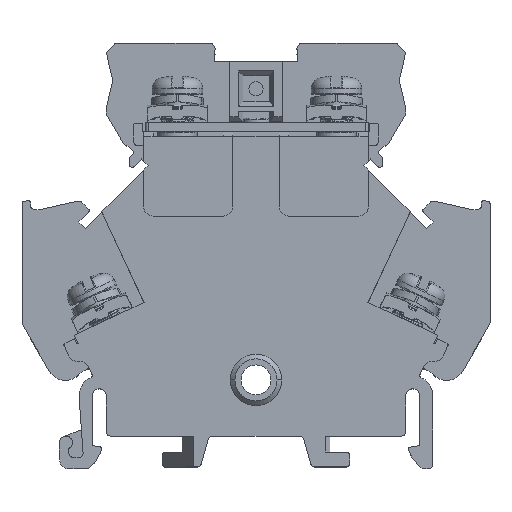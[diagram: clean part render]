
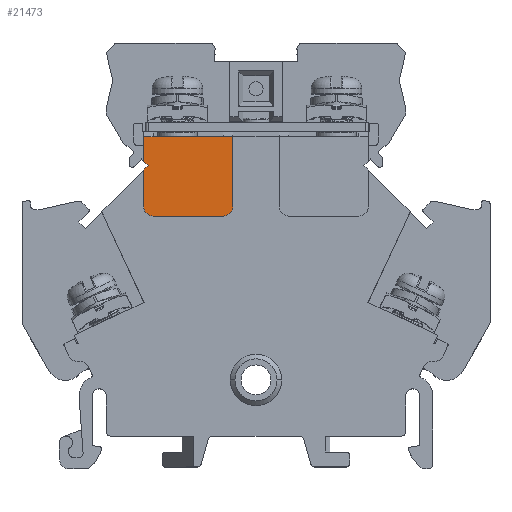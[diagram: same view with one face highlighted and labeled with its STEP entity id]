
A CAD part, top view. The second image highlights one B-rep face of the part: STEP entity #21473.
In plain terms, the highlighted planar face has unit normal (0, 0, 1).
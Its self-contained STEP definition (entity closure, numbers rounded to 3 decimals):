
#6035=DIRECTION('',(-1.,0.,0.));
#6036=VECTOR('',#6035,7.5);
#6037=CARTESIAN_POINT('',(-3.5,32.,11.5));
#6038=LINE('',#6037,#6036);
#6039=DIRECTION('',(1.,0.,0.));
#6040=VECTOR('',#6039,1.);
#6041=CARTESIAN_POINT('',(-3.5,32.,11.5));
#6042=LINE('',#6041,#6040);
#6043=DIRECTION('',(0.,-1.,0.));
#6044=VECTOR('',#6043,7.5);
#6045=CARTESIAN_POINT('',(-2.5,32.,11.5));
#6046=LINE('',#6045,#6044);
#6047=CARTESIAN_POINT('',(-3.5,24.5,11.5));
#6048=DIRECTION('',(0.,0.,-1.));
#6049=DIRECTION('',(1.,0.,0.));
#6050=AXIS2_PLACEMENT_3D('',#6047,#6048,#6049);
#6052=DIRECTION('',(-1.,0.,0.));
#6053=VECTOR('',#6052,7.5);
#6054=CARTESIAN_POINT('',(-3.5,23.5,11.5));
#6055=LINE('',#6054,#6053);
#6056=CARTESIAN_POINT('',(-11.,24.5,11.5));
#6057=DIRECTION('',(0.,0.,-1.));
#6058=DIRECTION('',(0.,-1.,0.));
#6059=AXIS2_PLACEMENT_3D('',#6056,#6057,#6058);
#6061=DIRECTION('',(0.,1.,0.));
#6062=VECTOR('',#6061,3.909);
#6063=CARTESIAN_POINT('',(-12.,24.5,11.5));
#6064=LINE('',#6063,#6062);
#6065=DIRECTION('',(0.707,0.707,0.));
#6066=VECTOR('',#6065,0.7);
#6067=CARTESIAN_POINT('',(-12.,28.409,11.5));
#6068=LINE('',#6067,#6066);
#6069=DIRECTION('',(-0.707,0.707,0.));
#6070=VECTOR('',#6069,0.7);
#6071=CARTESIAN_POINT('',(-11.505,28.904,11.5));
#6072=LINE('',#6071,#6070);
#6073=DIRECTION('',(0.,1.,0.));
#6074=VECTOR('',#6073,2.601);
#6075=CARTESIAN_POINT('',(-12.,29.399,11.5));
#6076=LINE('',#6075,#6074);
#6077=DIRECTION('',(1.,0.,0.));
#6078=VECTOR('',#6077,1.);
#6079=CARTESIAN_POINT('',(-12.,32.,11.5));
#6080=LINE('',#6079,#6078);
#8385=CARTESIAN_POINT('',(-11.505,28.904,11.5));
#8386=VERTEX_POINT('',#8385);
#8387=CARTESIAN_POINT('',(-12.,28.409,11.5));
#8388=VERTEX_POINT('',#8387);
#8551=CARTESIAN_POINT('',(-2.5,32.,11.5));
#8552=CARTESIAN_POINT('',(-2.5,24.5,11.5));
#8553=VERTEX_POINT('',#8551);
#8554=VERTEX_POINT('',#8552);
#8555=CARTESIAN_POINT('',(-3.5,23.5,11.5));
#8556=VERTEX_POINT('',#8555);
#8557=CARTESIAN_POINT('',(-11.,23.5,11.5));
#8558=VERTEX_POINT('',#8557);
#8559=CARTESIAN_POINT('',(-12.,24.5,11.5));
#8560=VERTEX_POINT('',#8559);
#8561=CARTESIAN_POINT('',(-12.,29.399,11.5));
#8562=VERTEX_POINT('',#8561);
#8563=CARTESIAN_POINT('',(-12.,32.,11.5));
#8564=VERTEX_POINT('',#8563);
#8841=CARTESIAN_POINT('',(-3.5,32.,11.5));
#8842=VERTEX_POINT('',#8841);
#8843=CARTESIAN_POINT('',(-11.,32.,11.5));
#8844=VERTEX_POINT('',#8843);
#21447=CARTESIAN_POINT('',(0.,0.,11.5));
#21448=DIRECTION('',(0.,0.,1.));
#21449=DIRECTION('',(1.,0.,0.));
#21450=AXIS2_PLACEMENT_3D('',#21447,#21448,#21449);
#21451=PLANE('',#21450);
#21453=ORIENTED_EDGE('',*,*,#21452,.F.);
#21455=ORIENTED_EDGE('',*,*,#21454,.T.);
#21457=ORIENTED_EDGE('',*,*,#21456,.T.);
#21459=ORIENTED_EDGE('',*,*,#21458,.T.);
#21461=ORIENTED_EDGE('',*,*,#21460,.T.);
#21463=ORIENTED_EDGE('',*,*,#21462,.T.);
#21464=ORIENTED_EDGE('',*,*,#21433,.T.);
#21465=ORIENTED_EDGE('',*,*,#18130,.T.);
#21466=ORIENTED_EDGE('',*,*,#18165,.T.);
#21468=ORIENTED_EDGE('',*,*,#21467,.T.);
#21470=ORIENTED_EDGE('',*,*,#21469,.T.);
#21471=EDGE_LOOP('',(#21453,#21455,#21457,#21459,#21461,#21463,#21464,#21465,
#21466,#21468,#21470));
#21472=FACE_OUTER_BOUND('',#21471,.F.);
#21473=ADVANCED_FACE('',(#21472),#21451,.T.);
#6051=CIRCLE('',#6050,1.);
#6060=CIRCLE('',#6059,1.);
#18130=EDGE_CURVE('',#8388,#8386,#6068,.T.);
#18165=EDGE_CURVE('',#8386,#8562,#6072,.T.);
#21433=EDGE_CURVE('',#8560,#8388,#6064,.T.);
#21452=EDGE_CURVE('',#8842,#8844,#6038,.T.);
#21454=EDGE_CURVE('',#8842,#8553,#6042,.T.);
#21456=EDGE_CURVE('',#8553,#8554,#6046,.T.);
#21458=EDGE_CURVE('',#8554,#8556,#6051,.T.);
#21460=EDGE_CURVE('',#8556,#8558,#6055,.T.);
#21462=EDGE_CURVE('',#8558,#8560,#6060,.T.);
#21467=EDGE_CURVE('',#8562,#8564,#6076,.T.);
#21469=EDGE_CURVE('',#8564,#8844,#6080,.T.);
